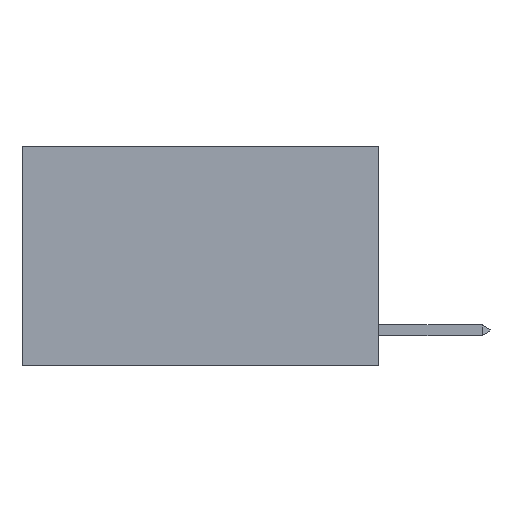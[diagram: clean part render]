
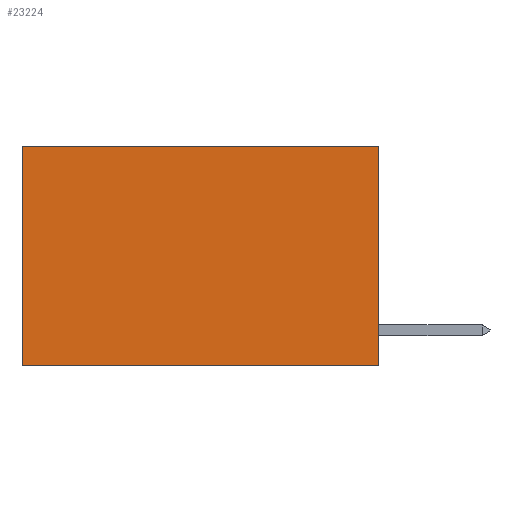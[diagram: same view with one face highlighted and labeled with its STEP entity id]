
A CAD part, left-side view. The second image highlights one B-rep face of the part: STEP entity #23224.
In plain terms, the highlighted planar face has unit normal (-1, 0, 0).
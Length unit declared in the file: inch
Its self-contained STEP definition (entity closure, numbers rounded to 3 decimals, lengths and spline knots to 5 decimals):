
#153 = CARTESIAN_POINT ( 'NONE',  ( 0.2625, 0.6, 0. ) ) ;
#2127 = ORIENTED_EDGE ( 'NONE', *, *, #18322, .T. ) ;
#2284 = DIRECTION ( 'NONE',  ( 0., 1., 0. ) ) ;
#4219 = VERTEX_POINT ( 'NONE', #25970 ) ;
#4628 = ORIENTED_EDGE ( 'NONE', *, *, #14558, .T. ) ;
#6023 = VECTOR ( 'NONE', #19027, 39.37008 ) ;
#6884 = DIRECTION ( 'NONE',  ( 0., 0., -1. ) ) ;
#7768 = CARTESIAN_POINT ( 'NONE',  ( 0.2625, 0., 0. ) ) ;
#9003 = EDGE_CURVE ( 'NONE', #4219, #24672, #12017, .T. ) ;
#9927 = EDGE_CURVE ( 'NONE', #24672, #10655, #22967, .T. ) ;
#10655 = VERTEX_POINT ( 'NONE', #11837 ) ;
#11008 = VECTOR ( 'NONE', #16012, 39.37008 ) ;
#11837 = CARTESIAN_POINT ( 'NONE',  ( 0.2625, 0.6, -0.37 ) ) ;
#12017 = LINE ( 'NONE', #7768, #6023 ) ;
#12710 = VECTOR ( 'NONE', #2284, 39.37008 ) ;
#13561 = CARTESIAN_POINT ( 'NONE',  ( 0.2625, 0., 0. ) ) ;
#14558 = EDGE_CURVE ( 'NONE', #4219, #18600, #18674, .T. ) ;
#16012 = DIRECTION ( 'NONE',  ( 0., 1., 0. ) ) ;
#18062 = CARTESIAN_POINT ( 'NONE',  ( 0.2625, 0., 0. ) ) ;
#18074 = PLANE ( 'NONE',  #29030 ) ;
#18244 = VECTOR ( 'NONE', #28688, 39.37008 ) ;
#18262 = CARTESIAN_POINT ( 'NONE',  ( 0.2625, 0., -0.37 ) ) ;
#18322 = EDGE_CURVE ( 'NONE', #18600, #10655, #24267, .T. ) ;
#18600 = VERTEX_POINT ( 'NONE', #153 ) ;
#18674 = LINE ( 'NONE', #18062, #12710 ) ;
#19027 = DIRECTION ( 'NONE',  ( 0., 0., -1. ) ) ;
#19458 = ORIENTED_EDGE ( 'NONE', *, *, #9003, .F. ) ;
#20346 = DIRECTION ( 'NONE',  ( 1., 0., 0. ) ) ;
#20368 = FACE_OUTER_BOUND ( 'NONE', #28386, .T. ) ;
#21257 = CARTESIAN_POINT ( 'NONE',  ( 0.2625, 0., -0.37 ) ) ;
#22967 = LINE ( 'NONE', #18262, #11008 ) ;
#23224 = ADVANCED_FACE ( 'NONE', ( #20368 ), #18074, .F. ) ;
#24223 = CARTESIAN_POINT ( 'NONE',  ( 0.2625, 0.6, 0. ) ) ;
#24267 = LINE ( 'NONE', #24223, #18244 ) ;
#24672 = VERTEX_POINT ( 'NONE', #21257 ) ;
#25970 = CARTESIAN_POINT ( 'NONE',  ( 0.2625, 0., 0. ) ) ;
#26589 = ORIENTED_EDGE ( 'NONE', *, *, #9927, .F. ) ;
#28386 = EDGE_LOOP ( 'NONE', ( #2127, #26589, #19458, #4628 ) ) ;
#28688 = DIRECTION ( 'NONE',  ( 0., 0., -1. ) ) ;
#29030 = AXIS2_PLACEMENT_3D ( 'NONE', #13561, #20346, #6884 ) ;
